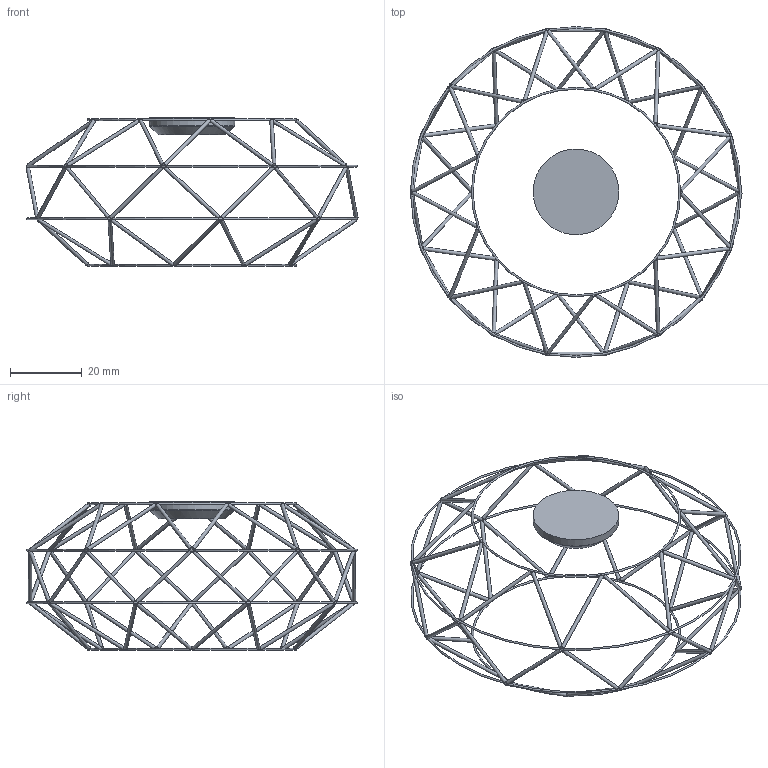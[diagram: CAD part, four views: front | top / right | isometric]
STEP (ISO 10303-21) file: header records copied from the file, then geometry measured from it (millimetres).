
FILE_DESCRIPTION(/* description */ (''),/* implementation_level */ '2;1');
FILE_NAME(/* name */ 'euclide_920_PLAFONE.stp',/* time_stamp */ '2023-02-07T17:02:28+01:00',/* author */ (''),/* organization */ (''),/* preprocessor_version */ 'ST-DEVELOPER v15',/* originating_system */ 'SIEMENS PLM Software NX 9.0',/* authorisation */ '');
FILE_SCHEMA (('AP203_CONFIGURATION_CONTROLLED_3D_DESIGN_OF_MECHANICAL_PARTS_AND_ASSEMBLIES_MIM_LF { 1 0 10303 403 2 1 2}'));
Length unit declared in the file: millimetre
Products named in the file (1): Gera194CEC76pem4
Bounding box: 92.86 x 92.5 x 41.5 mm (x, y, z)
Volume: 3083.1 mm3; surface area: 6562.3 mm2
Topology: 41 solids, 41 shells, 225 faces, 395 edges, 244 vertices
Faces by surface type: plane 110, torus 59, cylinder 54, cone 2
Full cylindrical faces by diameter (mm): 1 x54
Entity records: 7344 total; most frequent: CARTESIAN_POINT 3712, DIRECTION 766, ORIENTED_EDGE 548, AXIS2_PLACEMENT_3D 374, EDGE_LOOP 278, EDGE_CURVE 274, ADVANCED_FACE 225, VERTEX_POINT 188
